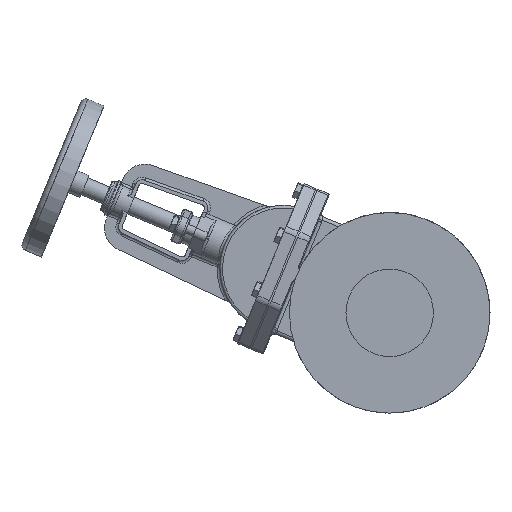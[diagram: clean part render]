
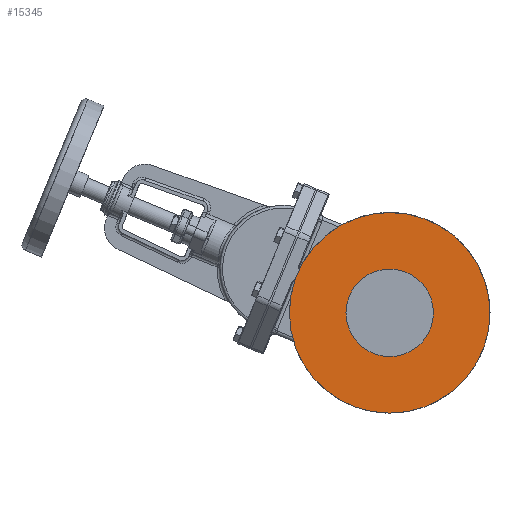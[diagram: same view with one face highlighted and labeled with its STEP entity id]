
A CAD part, front view. The second image highlights one B-rep face of the part: STEP entity #15345.
In plain terms, the highlighted planar face has unit normal (0, -1, 0).
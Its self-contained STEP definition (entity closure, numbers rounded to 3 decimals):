
#4532 = EDGE_LOOP ( 'NONE', ( #27254 ) ) ;
#5736 = CARTESIAN_POINT ( 'NONE',  ( 81.283, 407.346, 0. ) ) ;
#7690 = AXIS2_PLACEMENT_3D ( 'NONE', #9878, #44795, #14868 ) ;
#9394 = CARTESIAN_POINT ( 'NONE',  ( 50.383, 407.346, 0. ) ) ;
#9749 = CIRCLE ( 'NONE', #7690, 48. ) ;
#9878 = CARTESIAN_POINT ( 'NONE',  ( 160.383, 407.346, 0. ) ) ;
#10744 = DIRECTION ( 'NONE',  ( 1., 0., 0. ) ) ;
#14306 = CIRCLE ( 'NONE', #39215, 110. ) ;
#14868 = DIRECTION ( 'NONE',  ( 1., 0., 0. ) ) ;
#15345 = ADVANCED_FACE ( 'NONE', ( #55178, #63669 ), #20548, .T. ) ;
#16615 = EDGE_CURVE ( 'NONE', #24831, #24831, #9749, .T. ) ;
#18867 = AXIS2_PLACEMENT_3D ( 'NONE', #5736, #40578, #10744 ) ;
#19755 = CARTESIAN_POINT ( 'NONE',  ( 160.383, 407.346, 0. ) ) ;
#20548 = PLANE ( 'NONE',  #18867 ) ;
#24788 = DIRECTION ( 'NONE',  ( -1., 0., 0. ) ) ;
#24831 = VERTEX_POINT ( 'NONE', #41919 ) ;
#27254 = ORIENTED_EDGE ( 'NONE', *, *, #16615, .F. ) ;
#29929 = VERTEX_POINT ( 'NONE', #9394 ) ;
#39215 = AXIS2_PLACEMENT_3D ( 'NONE', #19755, #54619, #24788 ) ;
#40578 = DIRECTION ( 'NONE',  ( 0., -1., 0. ) ) ;
#41919 = CARTESIAN_POINT ( 'NONE',  ( 208.383, 407.346, 0. ) ) ;
#44795 = DIRECTION ( 'NONE',  ( 0., -1., 0. ) ) ;
#48895 = ORIENTED_EDGE ( 'NONE', *, *, #59138, .F. ) ;
#49849 = EDGE_LOOP ( 'NONE', ( #48895 ) ) ;
#54619 = DIRECTION ( 'NONE',  ( 0., 1., 0. ) ) ;
#55178 = FACE_BOUND ( 'NONE', #4532, .T. ) ;
#59138 = EDGE_CURVE ( 'NONE', #29929, #29929, #14306, .T. ) ;
#63669 = FACE_OUTER_BOUND ( 'NONE', #49849, .T. ) ;
